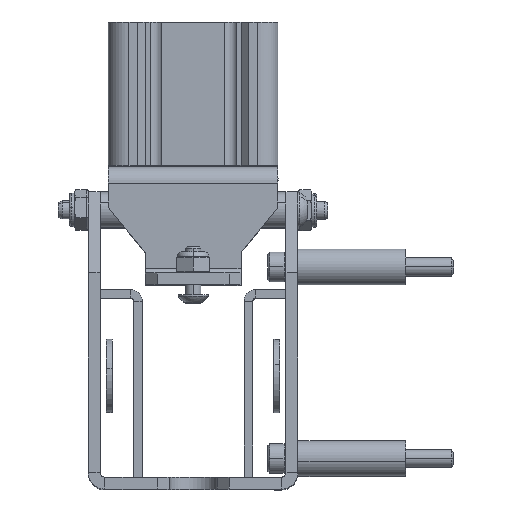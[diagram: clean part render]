
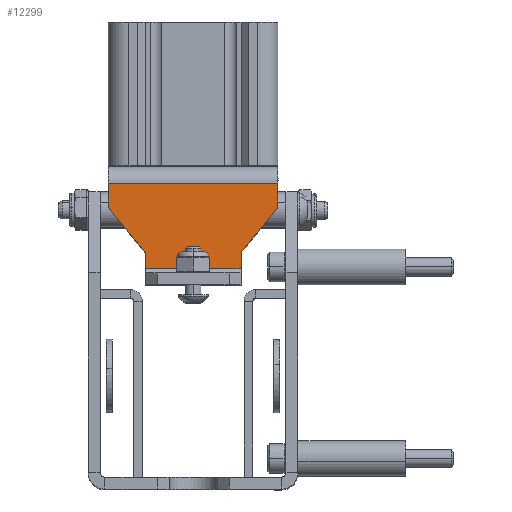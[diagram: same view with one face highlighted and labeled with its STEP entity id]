
A CAD part, top view. The second image highlights one B-rep face of the part: STEP entity #12299.
In plain terms, the highlighted face is planar.
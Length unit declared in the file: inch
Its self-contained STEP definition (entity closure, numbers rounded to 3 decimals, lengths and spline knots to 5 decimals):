
#240 = VECTOR ( 'NONE', #20102, 39.37008 ) ;
#308 = CARTESIAN_POINT ( 'NONE',  ( 1.05883, -0.5, 0.89275 ) ) ;
#514 = VECTOR ( 'NONE', #12682, 39.37008 ) ;
#806 = VERTEX_POINT ( 'NONE', #2323 ) ;
#1530 = DIRECTION ( 'NONE',  ( 0., -1., 0. ) ) ;
#2323 = CARTESIAN_POINT ( 'NONE',  ( 1.05883, 0.5, 1.0625 ) ) ;
#2737 = CARTESIAN_POINT ( 'NONE',  ( 1.05883, -0.88583, 0. ) ) ;
#2881 = AXIS2_PLACEMENT_3D ( 'NONE', #15288, #3307, #17045 ) ;
#3061 = VECTOR ( 'NONE', #3151, 39.37008 ) ;
#3151 = DIRECTION ( 'NONE',  ( 0., 0., -1. ) ) ;
#3194 = CARTESIAN_POINT ( 'NONE',  ( 1.05883, -0.5, 1.0625 ) ) ;
#3307 = DIRECTION ( 'NONE',  ( -1., 0., 0. ) ) ;
#3416 = DIRECTION ( 'NONE',  ( 0., -0.635, -0.773 ) ) ;
#4082 = LINE ( 'NONE', #20043, #8446 ) ;
#4308 = ORIENTED_EDGE ( 'NONE', *, *, #6404, .T. ) ;
#4438 = VERTEX_POINT ( 'NONE', #3194 ) ;
#4608 = EDGE_CURVE ( 'NONE', #20858, #13004, #8284, .T. ) ;
#4756 = CARTESIAN_POINT ( 'NONE',  ( 1.05883, 0.88583, 0. ) ) ;
#5178 = CARTESIAN_POINT ( 'NONE',  ( 1.05883, 0.5, 0.89275 ) ) ;
#5497 = EDGE_CURVE ( 'NONE', #13460, #7182, #5751, .T. ) ;
#5751 = LINE ( 'NONE', #4756, #19059 ) ;
#5819 = VECTOR ( 'NONE', #3416, 39.37008 ) ;
#5952 = VECTOR ( 'NONE', #18075, 39.37008 ) ;
#6149 = CARTESIAN_POINT ( 'NONE',  ( 1.05883, -0.88583, 0.173 ) ) ;
#6404 = EDGE_CURVE ( 'NONE', #13004, #7995, #11088, .T. ) ;
#6528 = CARTESIAN_POINT ( 'NONE',  ( 1.05883, 0., 1.0625 ) ) ;
#6592 = ORIENTED_EDGE ( 'NONE', *, *, #4608, .T. ) ;
#7182 = VERTEX_POINT ( 'NONE', #9081 ) ;
#7507 = ORIENTED_EDGE ( 'NONE', *, *, #8117, .T. ) ;
#7832 = CARTESIAN_POINT ( 'NONE',  ( 1.05883, -0.88583, 0.423 ) ) ;
#7995 = VERTEX_POINT ( 'NONE', #6149 ) ;
#8117 = EDGE_CURVE ( 'NONE', #4438, #20858, #20706, .T. ) ;
#8284 = LINE ( 'NONE', #13888, #5819 ) ;
#8446 = VECTOR ( 'NONE', #16561, 39.37008 ) ;
#8609 = EDGE_LOOP ( 'NONE', ( #20351, #9800, #15335, #7507, #6592, #4308, #20118, #13409 ) ) ;
#9081 = CARTESIAN_POINT ( 'NONE',  ( 1.05883, 0.88583, 0.423 ) ) ;
#9574 = EDGE_CURVE ( 'NONE', #7182, #17853, #19014, .T. ) ;
#9739 = EDGE_CURVE ( 'NONE', #17853, #806, #4082, .T. ) ;
#9800 = ORIENTED_EDGE ( 'NONE', *, *, #9739, .T. ) ;
#10066 = CARTESIAN_POINT ( 'NONE',  ( 1.05883, -0.5, 0.89275 ) ) ;
#11088 = LINE ( 'NONE', #2737, #5952 ) ;
#11321 = EDGE_CURVE ( 'NONE', #806, #4438, #18808, .T. ) ;
#12299 = ADVANCED_FACE ( 'NONE', ( #20143 ), #15511, .F. ) ;
#12682 = DIRECTION ( 'NONE',  ( 0., -0.635, 0.773 ) ) ;
#13004 = VERTEX_POINT ( 'NONE', #7832 ) ;
#13409 = ORIENTED_EDGE ( 'NONE', *, *, #5497, .T. ) ;
#13460 = VERTEX_POINT ( 'NONE', #15796 ) ;
#13536 = DIRECTION ( 'NONE',  ( 0., 0., 1. ) ) ;
#13888 = CARTESIAN_POINT ( 'NONE',  ( 1.05883, -0.88583, 0.423 ) ) ;
#15168 = EDGE_CURVE ( 'NONE', #13460, #7995, #17407, .T. ) ;
#15288 = CARTESIAN_POINT ( 'NONE',  ( 1.05883, 0., 0. ) ) ;
#15335 = ORIENTED_EDGE ( 'NONE', *, *, #11321, .T. ) ;
#15511 = PLANE ( 'NONE',  #2881 ) ;
#15796 = CARTESIAN_POINT ( 'NONE',  ( 1.05883, 0.88583, 0.173 ) ) ;
#16359 = VECTOR ( 'NONE', #1530, 39.37008 ) ;
#16561 = DIRECTION ( 'NONE',  ( 0., 0., 1. ) ) ;
#17045 = DIRECTION ( 'NONE',  ( 0., 0., 1. ) ) ;
#17407 = LINE ( 'NONE', #18210, #240 ) ;
#17853 = VERTEX_POINT ( 'NONE', #21261 ) ;
#18075 = DIRECTION ( 'NONE',  ( 0., 0., -1. ) ) ;
#18210 = CARTESIAN_POINT ( 'NONE',  ( 1.05883, -0.88583, 0.173 ) ) ;
#18808 = LINE ( 'NONE', #6528, #16359 ) ;
#19014 = LINE ( 'NONE', #5178, #514 ) ;
#19059 = VECTOR ( 'NONE', #13536, 39.37008 ) ;
#20043 = CARTESIAN_POINT ( 'NONE',  ( 1.05883, 0.5, 2.0435 ) ) ;
#20102 = DIRECTION ( 'NONE',  ( 0., -1., 0. ) ) ;
#20118 = ORIENTED_EDGE ( 'NONE', *, *, #15168, .F. ) ;
#20143 = FACE_OUTER_BOUND ( 'NONE', #8609, .T. ) ;
#20351 = ORIENTED_EDGE ( 'NONE', *, *, #9574, .T. ) ;
#20706 = LINE ( 'NONE', #10066, #3061 ) ;
#20858 = VERTEX_POINT ( 'NONE', #308 ) ;
#21261 = CARTESIAN_POINT ( 'NONE',  ( 1.05883, 0.5, 0.89275 ) ) ;
